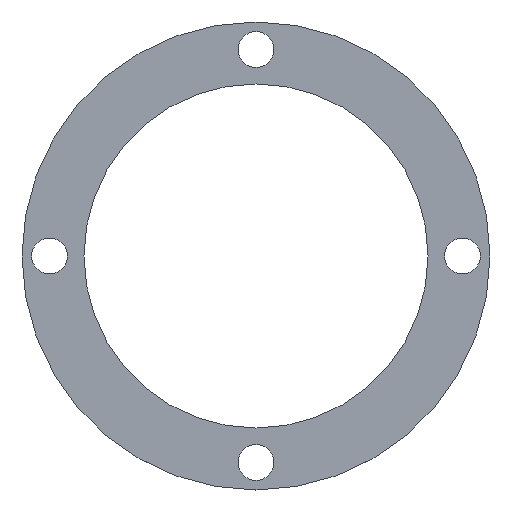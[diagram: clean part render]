
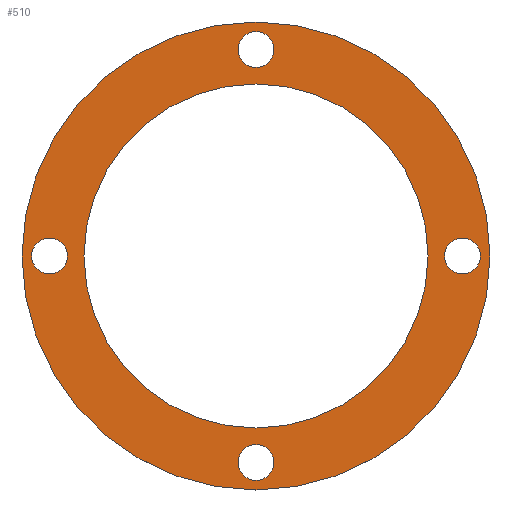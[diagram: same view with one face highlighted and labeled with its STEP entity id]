
A CAD part, top view. The second image highlights one B-rep face of the part: STEP entity #510.
In plain terms, the highlighted planar face has unit normal (0, 0, 1).
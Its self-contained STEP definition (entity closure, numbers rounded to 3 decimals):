
#1 = DIRECTION ( 'NONE',  ( 0., 0., 1. ) ) ;
#3 = EDGE_CURVE ( 'NONE', #453, #89, #226, .T. ) ;
#9 = DIRECTION ( 'NONE',  ( 0., 0., 1. ) ) ;
#13 = EDGE_CURVE ( 'NONE', #377, #356, #36, .T. ) ;
#16 = ORIENTED_EDGE ( 'NONE', *, *, #333, .F. ) ;
#24 = DIRECTION ( 'NONE',  ( 1., 0., 0. ) ) ;
#26 = CIRCLE ( 'NONE', #99, 6.5 ) ;
#34 = DIRECTION ( 'NONE',  ( 0., 0., 1. ) ) ;
#36 = CIRCLE ( 'NONE', #184, 62.5 ) ;
#43 = ORIENTED_EDGE ( 'NONE', *, *, #3, .T. ) ;
#44 = DIRECTION ( 'NONE',  ( -1., 0., 0. ) ) ;
#50 = CARTESIAN_POINT ( 'NONE',  ( -81.5, 0., 1.5 ) ) ;
#51 = EDGE_CURVE ( 'NONE', #481, #309, #484, .T. ) ;
#54 = AXIS2_PLACEMENT_3D ( 'NONE', #200, #116, #537 ) ;
#60 = CARTESIAN_POINT ( 'NONE',  ( 0., 0., 1.5 ) ) ;
#68 = CIRCLE ( 'NONE', #504, 6.5 ) ;
#69 = CIRCLE ( 'NONE', #186, 6.5 ) ;
#72 = DIRECTION ( 'NONE',  ( 0., -1., 0. ) ) ;
#86 = ORIENTED_EDGE ( 'NONE', *, *, #526, .F. ) ;
#87 = EDGE_CURVE ( 'NONE', #408, #423, #160, .T. ) ;
#89 = VERTEX_POINT ( 'NONE', #201 ) ;
#90 = CARTESIAN_POINT ( 'NONE',  ( -68.5, 0., 1.5 ) ) ;
#92 = DIRECTION ( 'NONE',  ( 0., 1., 0. ) ) ;
#93 = EDGE_LOOP ( 'NONE', ( #493, #516 ) ) ;
#99 = AXIS2_PLACEMENT_3D ( 'NONE', #382, #1, #431 ) ;
#100 = FACE_BOUND ( 'NONE', #395, .T. ) ;
#105 = DIRECTION ( 'NONE',  ( 0., 0., 1. ) ) ;
#107 = CIRCLE ( 'NONE', #347, 62.5 ) ;
#108 = EDGE_LOOP ( 'NONE', ( #131, #491 ) ) ;
#110 = EDGE_CURVE ( 'NONE', #356, #377, #107, .T. ) ;
#116 = DIRECTION ( 'NONE',  ( 0., 0., 1. ) ) ;
#118 = AXIS2_PLACEMENT_3D ( 'NONE', #259, #467, #511 ) ;
#120 = CARTESIAN_POINT ( 'NONE',  ( 0., 0., 1.5 ) ) ;
#128 = EDGE_LOOP ( 'NONE', ( #137, #43 ) ) ;
#131 = ORIENTED_EDGE ( 'NONE', *, *, #246, .F. ) ;
#134 = CARTESIAN_POINT ( 'NONE',  ( 62.5, 0., 1.5 ) ) ;
#137 = ORIENTED_EDGE ( 'NONE', *, *, #466, .T. ) ;
#140 = FACE_BOUND ( 'NONE', #93, .T. ) ;
#141 = EDGE_CURVE ( 'NONE', #326, #319, #238, .T. ) ;
#143 = DIRECTION ( 'NONE',  ( 1., 0., 0. ) ) ;
#147 = FACE_BOUND ( 'NONE', #108, .T. ) ;
#148 = EDGE_CURVE ( 'NONE', #309, #481, #68, .T. ) ;
#153 = DIRECTION ( 'NONE',  ( 0., 0., 1. ) ) ;
#156 = DIRECTION ( 'NONE',  ( 0., 0., 1. ) ) ;
#158 = CARTESIAN_POINT ( 'NONE',  ( 75., 0., 1.5 ) ) ;
#160 = CIRCLE ( 'NONE', #474, 6.5 ) ;
#167 = AXIS2_PLACEMENT_3D ( 'NONE', #190, #9, #273 ) ;
#175 = CIRCLE ( 'NONE', #167, 85. ) ;
#177 = VERTEX_POINT ( 'NONE', #253 ) ;
#182 = EDGE_LOOP ( 'NONE', ( #262, #86 ) ) ;
#183 = PLANE ( 'NONE',  #385 ) ;
#184 = AXIS2_PLACEMENT_3D ( 'NONE', #120, #153, #24 ) ;
#186 = AXIS2_PLACEMENT_3D ( 'NONE', #498, #156, #340 ) ;
#190 = CARTESIAN_POINT ( 'NONE',  ( 0., 0., 1.5 ) ) ;
#200 = CARTESIAN_POINT ( 'NONE',  ( 0., 0., 1.5 ) ) ;
#201 = CARTESIAN_POINT ( 'NONE',  ( -85., 0., 1.5 ) ) ;
#205 = CARTESIAN_POINT ( 'NONE',  ( -6.5, 75., 1.5 ) ) ;
#215 = AXIS2_PLACEMENT_3D ( 'NONE', #365, #105, #143 ) ;
#226 = CIRCLE ( 'NONE', #54, 85. ) ;
#228 = EDGE_LOOP ( 'NONE', ( #519, #258 ) ) ;
#231 = VERTEX_POINT ( 'NONE', #205 ) ;
#232 = DIRECTION ( 'NONE',  ( 1., 0., 0. ) ) ;
#238 = CIRCLE ( 'NONE', #456, 6.5 ) ;
#246 = EDGE_CURVE ( 'NONE', #423, #408, #26, .T. ) ;
#253 = CARTESIAN_POINT ( 'NONE',  ( 6.5, 75., 1.5 ) ) ;
#258 = ORIENTED_EDGE ( 'NONE', *, *, #13, .F. ) ;
#259 = CARTESIAN_POINT ( 'NONE',  ( -75., 0., 1.5 ) ) ;
#261 = DIRECTION ( 'NONE',  ( 0., 0., 1. ) ) ;
#262 = ORIENTED_EDGE ( 'NONE', *, *, #376, .F. ) ;
#273 = DIRECTION ( 'NONE',  ( 1., 0., 0. ) ) ;
#283 = CARTESIAN_POINT ( 'NONE',  ( 0., -75., 1.5 ) ) ;
#303 = ORIENTED_EDGE ( 'NONE', *, *, #141, .F. ) ;
#309 = VERTEX_POINT ( 'NONE', #464 ) ;
#311 = CIRCLE ( 'NONE', #118, 6.5 ) ;
#317 = FACE_BOUND ( 'NONE', #228, .T. ) ;
#318 = CARTESIAN_POINT ( 'NONE',  ( -6.5, -75., 1.5 ) ) ;
#319 = VERTEX_POINT ( 'NONE', #90 ) ;
#320 = FACE_BOUND ( 'NONE', #182, .T. ) ;
#326 = VERTEX_POINT ( 'NONE', #50 ) ;
#327 = FACE_OUTER_BOUND ( 'NONE', #128, .T. ) ;
#333 = EDGE_CURVE ( 'NONE', #319, #326, #311, .T. ) ;
#340 = DIRECTION ( 'NONE',  ( 1., 0., 0. ) ) ;
#347 = AXIS2_PLACEMENT_3D ( 'NONE', #409, #495, #536 ) ;
#356 = VERTEX_POINT ( 'NONE', #422 ) ;
#365 = CARTESIAN_POINT ( 'NONE',  ( 0., 75., 1.5 ) ) ;
#369 = CIRCLE ( 'NONE', #215, 6.5 ) ;
#370 = DIRECTION ( 'NONE',  ( -1., 0., 0. ) ) ;
#372 = DIRECTION ( 'NONE',  ( 0., 0., 1. ) ) ;
#376 = EDGE_CURVE ( 'NONE', #177, #231, #369, .T. ) ;
#377 = VERTEX_POINT ( 'NONE', #134 ) ;
#382 = CARTESIAN_POINT ( 'NONE',  ( 75., 0., 1.5 ) ) ;
#385 = AXIS2_PLACEMENT_3D ( 'NONE', #60, #447, #232 ) ;
#395 = EDGE_LOOP ( 'NONE', ( #16, #303 ) ) ;
#408 = VERTEX_POINT ( 'NONE', #527 ) ;
#409 = CARTESIAN_POINT ( 'NONE',  ( 0., 0., 1.5 ) ) ;
#413 = CARTESIAN_POINT ( 'NONE',  ( -75., 0., 1.5 ) ) ;
#420 = CARTESIAN_POINT ( 'NONE',  ( 0., -75., 1.5 ) ) ;
#422 = CARTESIAN_POINT ( 'NONE',  ( -62.5, 0., 1.5 ) ) ;
#423 = VERTEX_POINT ( 'NONE', #445 ) ;
#431 = DIRECTION ( 'NONE',  ( 0., -1., 0. ) ) ;
#445 = CARTESIAN_POINT ( 'NONE',  ( 81.5, 0., 1.5 ) ) ;
#447 = DIRECTION ( 'NONE',  ( 0., 0., 1. ) ) ;
#453 = VERTEX_POINT ( 'NONE', #480 ) ;
#456 = AXIS2_PLACEMENT_3D ( 'NONE', #413, #261, #92 ) ;
#461 = DIRECTION ( 'NONE',  ( 0., 0., 1. ) ) ;
#464 = CARTESIAN_POINT ( 'NONE',  ( 6.5, -75., 1.5 ) ) ;
#466 = EDGE_CURVE ( 'NONE', #89, #453, #175, .T. ) ;
#467 = DIRECTION ( 'NONE',  ( 0., 0., 1. ) ) ;
#474 = AXIS2_PLACEMENT_3D ( 'NONE', #158, #34, #72 ) ;
#480 = CARTESIAN_POINT ( 'NONE',  ( 85., 0., 1.5 ) ) ;
#481 = VERTEX_POINT ( 'NONE', #318 ) ;
#484 = CIRCLE ( 'NONE', #545, 6.5 ) ;
#491 = ORIENTED_EDGE ( 'NONE', *, *, #87, .F. ) ;
#493 = ORIENTED_EDGE ( 'NONE', *, *, #148, .F. ) ;
#495 = DIRECTION ( 'NONE',  ( 0., 0., 1. ) ) ;
#498 = CARTESIAN_POINT ( 'NONE',  ( 0., 75., 1.5 ) ) ;
#504 = AXIS2_PLACEMENT_3D ( 'NONE', #420, #461, #44 ) ;
#510 = ADVANCED_FACE ( 'NONE', ( #100, #140, #147, #320, #327, #317 ), #183, .T. ) ;
#511 = DIRECTION ( 'NONE',  ( 0., 1., 0. ) ) ;
#516 = ORIENTED_EDGE ( 'NONE', *, *, #51, .F. ) ;
#519 = ORIENTED_EDGE ( 'NONE', *, *, #110, .F. ) ;
#526 = EDGE_CURVE ( 'NONE', #231, #177, #69, .T. ) ;
#527 = CARTESIAN_POINT ( 'NONE',  ( 68.5, 0., 1.5 ) ) ;
#536 = DIRECTION ( 'NONE',  ( 1., 0., 0. ) ) ;
#537 = DIRECTION ( 'NONE',  ( 1., 0., 0. ) ) ;
#545 = AXIS2_PLACEMENT_3D ( 'NONE', #283, #372, #370 ) ;
